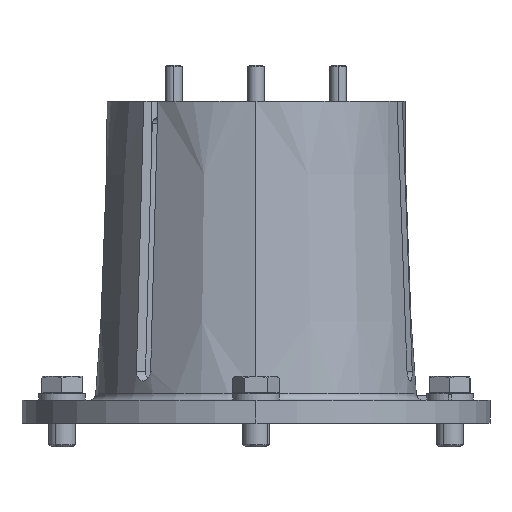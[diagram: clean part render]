
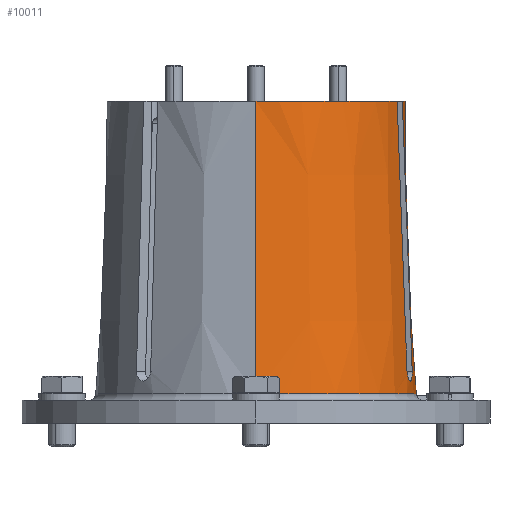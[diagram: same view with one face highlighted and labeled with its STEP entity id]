
A CAD part, front view. The second image highlights one B-rep face of the part: STEP entity #10011.
In plain terms, the highlighted conical face has half-angle 2.173 degrees and reference radius 70.818 mm.
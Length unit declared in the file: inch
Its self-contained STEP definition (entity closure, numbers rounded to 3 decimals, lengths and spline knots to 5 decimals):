
#18 = CARTESIAN_POINT ( 'NONE',  ( 2.91569, -0.63501, 0.7611 ) ) ;
#71 = CARTESIAN_POINT ( 'NONE',  ( 2.8614, -0.85265, 0.71643 ) ) ;
#371 = VERTEX_POINT ( 'NONE', #6228 ) ;
#446 = CONICAL_SURFACE ( 'NONE', #7451, 2.78813, 0.038 ) ;
#551 = CARTESIAN_POINT ( 'NONE',  ( 2.82357, -0.95069, 0.885 ) ) ;
#585 = CARTESIAN_POINT ( 'NONE',  ( 0., 0., 5.925 ) ) ;
#699 = CARTESIAN_POINT ( 'NONE',  ( 2.84256, -0.90793, 0.76111 ) ) ;
#797 = EDGE_LOOP ( 'NONE', ( #10686, #1985, #1453, #14243, #10641, #6567, #2553, #1179 ) ) ;
#967 = B_SPLINE_CURVE_WITH_KNOTS ( 'NONE', 3,
 ( #8125, #7008, #9265, #2655, #10364, #3778, #11450 ),
 .UNSPECIFIED., .F., .F.,
 ( 4, 3, 4 ),
 ( -0.01373, 0., 0.11438 ),
 .UNSPECIFIED. ) ;
#1143 = CARTESIAN_POINT ( 'NONE',  ( 2.91081, -0.66136, 0.73605 ) ) ;
#1179 = ORIENTED_EDGE ( 'NONE', *, *, #3384, .T. ) ;
#1317 = CARTESIAN_POINT ( 'NONE',  ( 0., 0., 5.925 ) ) ;
#1318 = B_SPLINE_CURVE_WITH_KNOTS ( 'NONE', 3,
 ( #2211, #8801, #11020, #4416, #12147, #5514, #13242, #6614, #18, #7731, #1143, #8844, #2264, #9965, #3377, #11076, #4465, #12201, #5563, #13298, #6663, #71, #7588, #13896, #7256, #699, #8365, #1791, #9510, #2903, #10610, #4008, #11714, #5110 ),
 .UNSPECIFIED., .F., .F.,
 ( 4, 2, 2, 2, 2, 2, 2, 2, 2, 2, 2, 2, 2, 2, 2, 2, 4 ),
 ( 0., 0.00093, 0.00186, 0.00279, 0.00373, 0.00466, 0.00559, 0.00652, 0.00745, 0.00838, 0.00931, 0.01025, 0.01118, 0.01211, 0.01304, 0.01397, 0.0149 ),
 .UNSPECIFIED. ) ;
#1384 = DIRECTION ( 'NONE',  ( 0., 0., 1. ) ) ;
#1453 = ORIENTED_EDGE ( 'NONE', *, *, #2449, .T. ) ;
#1527 = EDGE_CURVE ( 'NONE', #3484, #10677, #5666, .T. ) ;
#1633 = CARTESIAN_POINT ( 'NONE',  ( 2.65833, -0.90641, 5.38501 ) ) ;
#1667 = DIRECTION ( 'NONE',  ( 0., 1., 0. ) ) ;
#1701 = CARTESIAN_POINT ( 'NONE',  ( 0., 2.99544, 0.46026 ) ) ;
#1791 = CARTESIAN_POINT ( 'NONE',  ( 2.83489, -0.92796, 0.79087 ) ) ;
#1985 = ORIENTED_EDGE ( 'NONE', *, *, #1527, .T. ) ;
#2211 = CARTESIAN_POINT ( 'NONE',  ( 2.92063, -0.58847, 0.885 ) ) ;
#2264 = CARTESIAN_POINT ( 'NONE',  ( 2.9044, -0.69214, 0.7165 ) ) ;
#2428 = DIRECTION ( 'NONE',  ( 0., 1., 0. ) ) ;
#2449 = EDGE_CURVE ( 'NONE', #10677, #11109, #7059, .T. ) ;
#2553 = ORIENTED_EDGE ( 'NONE', *, *, #3947, .T. ) ;
#2655 = CARTESIAN_POINT ( 'NONE',  ( 2.75539, -0.54419, 5.38501 ) ) ;
#2747 = CARTESIAN_POINT ( 'NONE',  ( 2.64511, -0.90287, 5.745 ) ) ;
#2903 = CARTESIAN_POINT ( 'NONE',  ( 2.82885, -0.94217, 0.82452 ) ) ;
#2909 = CARTESIAN_POINT ( 'NONE',  ( 2.82357, -0.95069, 0.885 ) ) ;
#3377 = CARTESIAN_POINT ( 'NONE',  ( 2.89672, -0.72567, 0.70354 ) ) ;
#3384 = EDGE_CURVE ( 'NONE', #9686, #371, #11791, .T. ) ;
#3472 = AXIS2_PLACEMENT_3D ( 'NONE', #1317, #9031, #2428 ) ;
#3484 = VERTEX_POINT ( 'NONE', #13888 ) ;
#3589 = DIRECTION ( 'NONE',  ( 0., 1., 0. ) ) ;
#3778 = CARTESIAN_POINT ( 'NONE',  ( 2.86556, -0.57371, 2.385 ) ) ;
#3947 = EDGE_CURVE ( 'NONE', #6968, #9686, #1318, .T. ) ;
#4008 = CARTESIAN_POINT ( 'NONE',  ( 2.82488, -0.94975, 0.86021 ) ) ;
#4010 = CARTESIAN_POINT ( 'NONE',  ( 0., -2.78813, 5.925 ) ) ;
#4122 = EDGE_CURVE ( 'NONE', #11663, #11109, #12451, .T. ) ;
#4309 = AXIS2_PLACEMENT_3D ( 'NONE', #585, #8250, #1667 ) ;
#4416 = CARTESIAN_POINT ( 'NONE',  ( 2.92122, -0.59481, 0.83647 ) ) ;
#4465 = CARTESIAN_POINT ( 'NONE',  ( 2.88788, -0.76099, 0.69751 ) ) ;
#4570 = CARTESIAN_POINT ( 'NONE',  ( 0., 0., 5.925 ) ) ;
#5039 = EDGE_CURVE ( 'NONE', #11663, #9215, #7352, .T. ) ;
#5110 = CARTESIAN_POINT ( 'NONE',  ( 2.82357, -0.95069, 0.885 ) ) ;
#5514 = CARTESIAN_POINT ( 'NONE',  ( 2.91987, -0.60792, 0.80188 ) ) ;
#5563 = CARTESIAN_POINT ( 'NONE',  ( 2.87821, -0.79662, 0.69871 ) ) ;
#5666 = LINE ( 'NONE', #4010, #11191 ) ;
#5715 = DIRECTION ( 'NONE',  ( 0., 0., -1. ) ) ;
#5718 = DIRECTION ( 'NONE',  ( 0., 0.038, -0.999 ) ) ;
#5958 = EDGE_CURVE ( 'NONE', #9215, #6968, #967, .T. ) ;
#6228 = CARTESIAN_POINT ( 'NONE',  ( 2.6385, -0.9011, 5.925 ) ) ;
#6567 = ORIENTED_EDGE ( 'NONE', *, *, #5958, .T. ) ;
#6614 = CARTESIAN_POINT ( 'NONE',  ( 2.91701, -0.62718, 0.77075 ) ) ;
#6663 = CARTESIAN_POINT ( 'NONE',  ( 2.86815, -0.83095, 0.70704 ) ) ;
#6968 = VERTEX_POINT ( 'NONE', #13725 ) ;
#7008 = CARTESIAN_POINT ( 'NONE',  ( 2.74217, -0.54065, 5.745 ) ) ;
#7059 = CIRCLE ( 'NONE', #7469, 2.99544 ) ;
#7109 = CARTESIAN_POINT ( 'NONE',  ( 2.7685, -0.93593, 2.385 ) ) ;
#7256 = CARTESIAN_POINT ( 'NONE',  ( 2.84848, -0.89139, 0.74362 ) ) ;
#7352 = CIRCLE ( 'NONE', #3472, 2.78813 ) ;
#7451 = AXIS2_PLACEMENT_3D ( 'NONE', #4570, #5715, #3589 ) ;
#7469 = AXIS2_PLACEMENT_3D ( 'NONE', #10250, #1384, #9105 ) ;
#7588 = CARTESIAN_POINT ( 'NONE',  ( 2.85803, -0.86311, 0.7223 ) ) ;
#7731 = CARTESIAN_POINT ( 'NONE',  ( 2.91259, -0.65207, 0.74381 ) ) ;
#7998 = FACE_OUTER_BOUND ( 'NONE', #797, .T. ) ;
#8001 = CARTESIAN_POINT ( 'NONE',  ( 0., -2.99544, 0.46026 ) ) ;
#8125 = CARTESIAN_POINT ( 'NONE',  ( 2.73555, -0.53888, 5.925 ) ) ;
#8218 = CARTESIAN_POINT ( 'NONE',  ( 2.71342, -0.92117, 3.88501 ) ) ;
#8250 = DIRECTION ( 'NONE',  ( 0., 0., -1. ) ) ;
#8365 = CARTESIAN_POINT ( 'NONE',  ( 2.83983, -0.91523, 0.77058 ) ) ;
#8433 = EDGE_CURVE ( 'NONE', #371, #3484, #12790, .T. ) ;
#8801 = CARTESIAN_POINT ( 'NONE',  ( 2.92109, -0.58859, 0.87261 ) ) ;
#8844 = CARTESIAN_POINT ( 'NONE',  ( 2.9067, -0.68146, 0.72234 ) ) ;
#9031 = DIRECTION ( 'NONE',  ( 0., 0., -1. ) ) ;
#9105 = DIRECTION ( 'NONE',  ( 0., 1., 0. ) ) ;
#9215 = VERTEX_POINT ( 'NONE', #11355 ) ;
#9219 = CARTESIAN_POINT ( 'NONE',  ( 0., 2.78813, 5.925 ) ) ;
#9265 = CARTESIAN_POINT ( 'NONE',  ( 2.74878, -0.54242, 5.56501 ) ) ;
#9363 = CARTESIAN_POINT ( 'NONE',  ( 2.65172, -0.90464, 5.56501 ) ) ;
#9510 = CARTESIAN_POINT ( 'NONE',  ( 2.83265, -0.93344, 0.80182 ) ) ;
#9512 = VECTOR ( 'NONE', #5718, 39.37008 ) ;
#9686 = VERTEX_POINT ( 'NONE', #2909 ) ;
#9965 = CARTESIAN_POINT ( 'NONE',  ( 2.89943, -0.71417, 0.70714 ) ) ;
#10011 = ADVANCED_FACE ( 'NONE', ( #7998 ), #446, .T. ) ;
#10125 = CARTESIAN_POINT ( 'NONE',  ( 0., 2.78813, 5.925 ) ) ;
#10250 = CARTESIAN_POINT ( 'NONE',  ( 0., 0., 0.46026 ) ) ;
#10364 = CARTESIAN_POINT ( 'NONE',  ( 2.81047, -0.55895, 3.88501 ) ) ;
#10454 = CARTESIAN_POINT ( 'NONE',  ( 2.6385, -0.9011, 5.925 ) ) ;
#10610 = CARTESIAN_POINT ( 'NONE',  ( 2.82729, -0.94542, 0.8362 ) ) ;
#10641 = ORIENTED_EDGE ( 'NONE', *, *, #5039, .T. ) ;
#10677 = VERTEX_POINT ( 'NONE', #8001 ) ;
#10686 = ORIENTED_EDGE ( 'NONE', *, *, #8433, .T. ) ;
#11020 = CARTESIAN_POINT ( 'NONE',  ( 2.92129, -0.5899, 0.86043 ) ) ;
#11076 = CARTESIAN_POINT ( 'NONE',  ( 2.89091, -0.7492, 0.6987 ) ) ;
#11109 = VERTEX_POINT ( 'NONE', #1701 ) ;
#11191 = VECTOR ( 'NONE', #13949, 39.37008 ) ;
#11355 = CARTESIAN_POINT ( 'NONE',  ( 2.73555, -0.53888, 5.925 ) ) ;
#11450 = CARTESIAN_POINT ( 'NONE',  ( 2.92063, -0.58847, 0.885 ) ) ;
#11663 = VERTEX_POINT ( 'NONE', #9219 ) ;
#11714 = CARTESIAN_POINT ( 'NONE',  ( 2.82403, -0.95081, 0.87261 ) ) ;
#11791 = B_SPLINE_CURVE_WITH_KNOTS ( 'NONE', 3,
 ( #551, #7109, #8218, #1633, #9363, #2747, #10454 ),
 .UNSPECIFIED., .F., .F.,
 ( 4, 3, 4 ),
 ( 0., 0.11438, 0.12811 ),
 .UNSPECIFIED. ) ;
#12147 = CARTESIAN_POINT ( 'NONE',  ( 2.92094, -0.59847, 0.82457 ) ) ;
#12201 = CARTESIAN_POINT ( 'NONE',  ( 2.88155, -0.78464, 0.69749 ) ) ;
#12451 = LINE ( 'NONE', #10125, #9512 ) ;
#12790 = CIRCLE ( 'NONE', #4309, 2.78813 ) ;
#13242 = CARTESIAN_POINT ( 'NONE',  ( 2.91909, -0.61366, 0.79111 ) ) ;
#13298 = CARTESIAN_POINT ( 'NONE',  ( 2.87152, -0.81974, 0.70349 ) ) ;
#13725 = CARTESIAN_POINT ( 'NONE',  ( 2.92063, -0.58847, 0.885 ) ) ;
#13888 = CARTESIAN_POINT ( 'NONE',  ( 0., -2.78813, 5.925 ) ) ;
#13896 = CARTESIAN_POINT ( 'NONE',  ( 2.85159, -0.88242, 0.73587 ) ) ;
#13949 = DIRECTION ( 'NONE',  ( 0., -0.038, -0.999 ) ) ;
#14243 = ORIENTED_EDGE ( 'NONE', *, *, #4122, .F. ) ;
